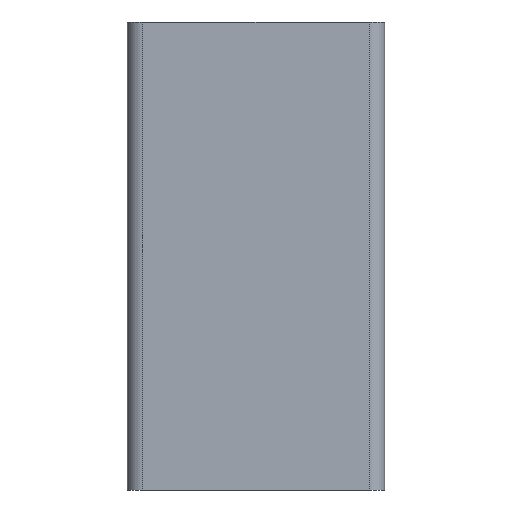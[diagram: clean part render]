
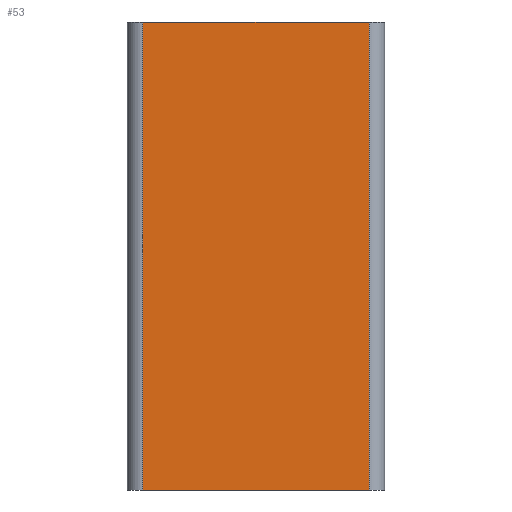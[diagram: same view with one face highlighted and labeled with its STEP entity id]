
A CAD part, left-side view. The second image highlights one B-rep face of the part: STEP entity #53.
In plain terms, the highlighted planar face has unit normal (-1, 0, 0).
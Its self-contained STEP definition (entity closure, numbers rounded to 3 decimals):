
#43=FACE_OUTER_BOUND('',#165,.T.);
#53=ADVANCED_FACE('',(#43),#71,.F.);
#71=PLANE('',#378);
#88=LINE('',#533,#116);
#89=LINE('',#536,#117);
#90=LINE('',#538,#118);
#91=LINE('',#540,#119);
#116=VECTOR('',#431,1.);
#117=VECTOR('',#432,1.);
#118=VECTOR('',#433,1.);
#119=VECTOR('',#434,1.);
#165=EDGE_LOOP('',(#206,#207,#208,#209));
#206=ORIENTED_EDGE('',*,*,#324,.F.);
#207=ORIENTED_EDGE('',*,*,#325,.T.);
#208=ORIENTED_EDGE('',*,*,#326,.T.);
#209=ORIENTED_EDGE('',*,*,#327,.T.);
#290=VERTEX_POINT('',#534);
#291=VERTEX_POINT('',#535);
#292=VERTEX_POINT('',#537);
#293=VERTEX_POINT('',#539);
#324=EDGE_CURVE('',#290,#291,#88,.T.);
#325=EDGE_CURVE('',#290,#292,#89,.T.);
#326=EDGE_CURVE('',#292,#293,#90,.T.);
#327=EDGE_CURVE('',#293,#291,#91,.T.);
#378=AXIS2_PLACEMENT_3D('',#541,#435,#436);
#431=DIRECTION('',(0.,-1.,0.));
#432=DIRECTION('',(0.,0.,-1.));
#433=DIRECTION('',(0.,-1.,0.));
#434=DIRECTION('',(0.,0.,1.));
#435=DIRECTION('',(1.,0.,0.));
#436=DIRECTION('',(0.,1.,0.));
#533=CARTESIAN_POINT('',(0.,33.,60.));
#534=CARTESIAN_POINT('',(0.,31.,60.));
#535=CARTESIAN_POINT('',(0.,2.,60.));
#536=CARTESIAN_POINT('',(0.,31.,60.));
#537=CARTESIAN_POINT('',(0.,31.,0.));
#538=CARTESIAN_POINT('',(0.,33.,0.));
#539=CARTESIAN_POINT('',(0.,2.,0.));
#540=CARTESIAN_POINT('',(0.,2.,60.));
#541=CARTESIAN_POINT('',(0.,33.,60.));
